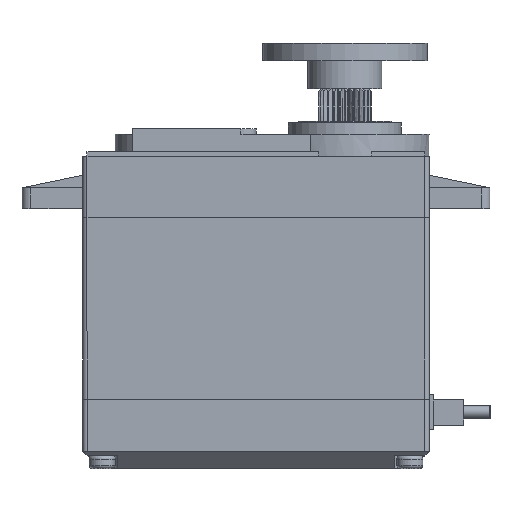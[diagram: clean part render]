
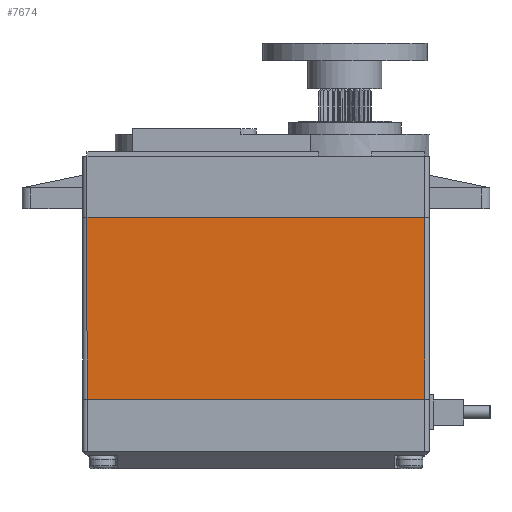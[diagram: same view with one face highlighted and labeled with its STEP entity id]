
A CAD part, front view. The second image highlights one B-rep face of the part: STEP entity #7674.
In plain terms, the highlighted planar face has unit normal (0, -1, 0).
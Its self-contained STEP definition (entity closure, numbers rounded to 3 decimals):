
#212=PLANE('',#8277);
#690=FACE_OUTER_BOUND('',#1126,.T.);
#1126=EDGE_LOOP('',(#6637,#6638,#6639,#6640));
#2143=LINE('',#30147,#2854);
#2148=LINE('',#30162,#2859);
#2149=LINE('',#30165,#2860);
#2150=LINE('',#30168,#2861);
#2854=VECTOR('',#9792,10.);
#2859=VECTOR('',#9809,10.);
#2860=VECTOR('',#9812,10.);
#2861=VECTOR('',#9817,10.);
#3643=VERTEX_POINT('',#30144);
#3644=VERTEX_POINT('',#30146);
#3648=VERTEX_POINT('',#30160);
#3649=VERTEX_POINT('',#30164);
#4672=EDGE_CURVE('',#3643,#3644,#2143,.T.);
#4680=EDGE_CURVE('',#3648,#3643,#2148,.T.);
#4681=EDGE_CURVE('',#3644,#3649,#2149,.T.);
#4683=EDGE_CURVE('',#3648,#3649,#2150,.T.);
#6637=ORIENTED_EDGE('',*,*,#4680,.F.);
#6638=ORIENTED_EDGE('',*,*,#4683,.T.);
#6639=ORIENTED_EDGE('',*,*,#4681,.F.);
#6640=ORIENTED_EDGE('',*,*,#4672,.F.);
#7674=ADVANCED_FACE('',(#690),#212,.T.);
#8277=AXIS2_PLACEMENT_3D('',#30167,#9815,#9816);
#9792=DIRECTION('',(-1.,0.,0.));
#9809=DIRECTION('',(0.,0.,-1.));
#9812=DIRECTION('',(0.,0.,1.));
#9815=DIRECTION('center_axis',(0.,-1.,0.));
#9816=DIRECTION('ref_axis',(-1.,0.,0.));
#9817=DIRECTION('',(-1.,0.,0.));
#30144=CARTESIAN_POINT('',(39.5,0.,-22.));
#30146=CARTESIAN_POINT('',(0.5,0.,-22.));
#30147=CARTESIAN_POINT('',(0.,0.,-22.));
#30160=CARTESIAN_POINT('',(39.5,0.,-1.));
#30162=CARTESIAN_POINT('',(39.5,0.,-1.));
#30164=CARTESIAN_POINT('',(0.5,0.,-1.));
#30165=CARTESIAN_POINT('',(0.5,0.,-1.));
#30167=CARTESIAN_POINT('Origin',(40.,0.,-1.));
#30168=CARTESIAN_POINT('',(0.,0.,-1.));
